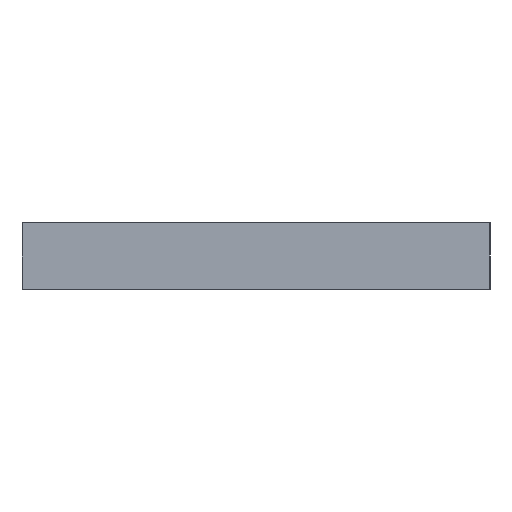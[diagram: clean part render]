
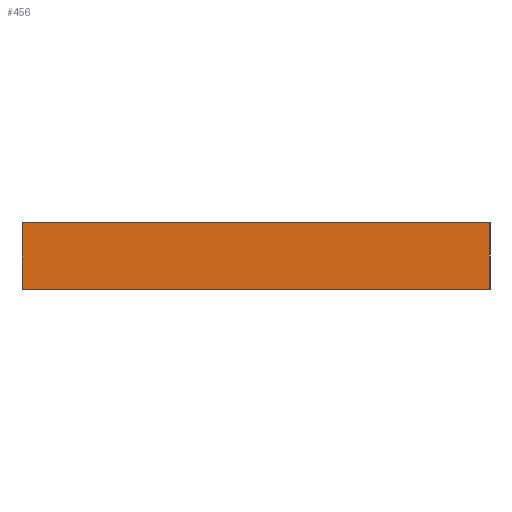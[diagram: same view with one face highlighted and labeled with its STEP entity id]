
A CAD part, left-side view. The second image highlights one B-rep face of the part: STEP entity #456.
In plain terms, the highlighted planar face has unit normal (-1, 0, 0).
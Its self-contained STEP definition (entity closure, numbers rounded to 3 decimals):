
#42=FACE_OUTER_BOUND('',#64,.T.);
#64=EDGE_LOOP('',(#371,#372,#373,#374));
#128=LINE('',#711,#188);
#132=LINE('',#718,#192);
#133=LINE('',#720,#193);
#134=LINE('',#721,#194);
#188=VECTOR('',#586,10.);
#192=VECTOR('',#592,10.);
#193=VECTOR('',#595,10.);
#194=VECTOR('',#596,10.);
#231=VERTEX_POINT('',#708);
#232=VERTEX_POINT('',#710);
#233=VERTEX_POINT('',#714);
#234=VERTEX_POINT('',#716);
#288=EDGE_CURVE('',#231,#232,#128,.T.);
#292=EDGE_CURVE('',#233,#234,#132,.T.);
#293=EDGE_CURVE('',#231,#233,#133,.T.);
#294=EDGE_CURVE('',#232,#234,#134,.T.);
#371=ORIENTED_EDGE('',*,*,#293,.T.);
#372=ORIENTED_EDGE('',*,*,#292,.T.);
#373=ORIENTED_EDGE('',*,*,#294,.F.);
#374=ORIENTED_EDGE('',*,*,#288,.F.);
#434=PLANE('',#492);
#456=ADVANCED_FACE('',(#42),#434,.T.);
#492=AXIS2_PLACEMENT_3D('',#719,#593,#594);
#586=DIRECTION('',(0.,0.,1.));
#592=DIRECTION('',(0.,0.,1.));
#593=DIRECTION('center_axis',(-1.,0.,0.));
#594=DIRECTION('ref_axis',(0.,-1.,0.));
#595=DIRECTION('',(0.,-1.,0.));
#596=DIRECTION('',(0.,-1.,0.));
#708=CARTESIAN_POINT('',(0.,-192.942,3.175));
#710=CARTESIAN_POINT('',(0.,-192.942,18.175));
#711=CARTESIAN_POINT('',(0.,-192.942,3.175));
#714=CARTESIAN_POINT('',(0.,-297.942,3.175));
#716=CARTESIAN_POINT('',(0.,-297.942,18.175));
#718=CARTESIAN_POINT('',(0.,-297.942,3.175));
#719=CARTESIAN_POINT('Origin',(0.,-192.942,3.175));
#720=CARTESIAN_POINT('',(0.,-192.942,3.175));
#721=CARTESIAN_POINT('',(0.,-192.942,18.175));
